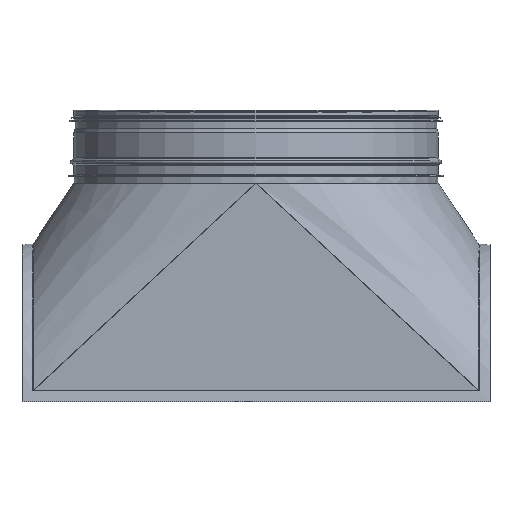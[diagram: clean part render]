
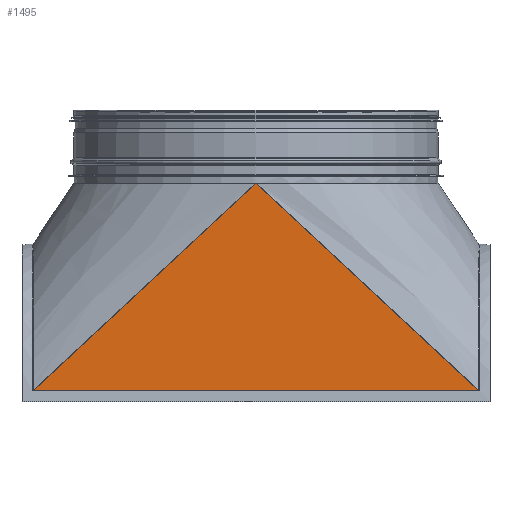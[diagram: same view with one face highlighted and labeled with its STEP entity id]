
A CAD part, front view. The second image highlights one B-rep face of the part: STEP entity #1495.
In plain terms, the highlighted planar face has unit normal (0, -1, -0.015).
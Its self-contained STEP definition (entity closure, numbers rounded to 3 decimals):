
#875=CARTESIAN_POINT('',(-304.5,-245.0,49.117));
#876=VERTEX_POINT('',#875);
#1053=CARTESIAN_POINT('',(304.5,-245.0,49.117));
#1054=VERTEX_POINT('',#1053);
#1218=CARTESIAN_POINT('',(-305.0,-245.0,49.117));
#1219=VERTEX_POINT('',#1218);
#1267=CARTESIAN_POINT('',(305.0,-245.0,49.117));
#1268=VERTEX_POINT('',#1267);
#1276=CARTESIAN_POINT('',(304.5,-245.0,49.117));
#1277=DIRECTION('',(1.0,0.0,0.0));
#1278=VECTOR('',#1277,0.5);
#1279=LINE('',#1276,#1278);
#1280=EDGE_CURVE('',#1054,#1268,#1279,.T.);
#1282=CARTESIAN_POINT('',(-304.5,-245.0,49.117));
#1283=DIRECTION('',(1.0,0.0,0.0));
#1284=VECTOR('',#1283,609.0);
#1285=LINE('',#1282,#1284);
#1286=EDGE_CURVE('',#876,#1054,#1285,.T.);
#1288=CARTESIAN_POINT('',(-305.,-245.0,49.117));
#1289=DIRECTION('',(1.0,0.0,0.0));
#1290=VECTOR('',#1289,0.5);
#1291=LINE('',#1288,#1290);
#1292=EDGE_CURVE('',#1219,#876,#1291,.T.);
#1471=CARTESIAN_POINT('',(0.,-246.263,131.072));
#1472=DIRECTION('',(0.,1.,0.015));
#1473=DIRECTION('',(0.,-0.015,1.));
#1474=AXIS2_PLACEMENT_3D('',#1471,#1472,#1473);
#1475=PLANE('',#1474);
#1476=ORIENTED_EDGE('',*,*,#1292,.T.);
#1477=ORIENTED_EDGE('',*,*,#1286,.T.);
#1478=ORIENTED_EDGE('',*,*,#1280,.T.);
#1479=CARTESIAN_POINT('',(0.0,-249.375,333.0));
#1480=VERTEX_POINT('',#1479);
#1481=CARTESIAN_POINT('',(0.0,-249.375,333.0));
#1482=DIRECTION('',(0.732,0.01,-0.681));
#1483=VECTOR('',#1482,416.694);
#1484=LINE('',#1481,#1483);
#1485=EDGE_CURVE('',#1480,#1268,#1484,.T.);
#1486=ORIENTED_EDGE('',*,*,#1485,.F.);
#1487=CARTESIAN_POINT('',(0.0,-249.375,333.0));
#1488=DIRECTION('',(-0.732,0.01,-0.681));
#1489=VECTOR('',#1488,416.694);
#1490=LINE('',#1487,#1489);
#1491=EDGE_CURVE('',#1480,#1219,#1490,.T.);
#1492=ORIENTED_EDGE('',*,*,#1491,.T.);
#1493=EDGE_LOOP('',(#1476,#1477,#1478,#1486,#1492));
#1494=FACE_OUTER_BOUND('',#1493,.T.);
#1495=ADVANCED_FACE('',(#1494),#1475,.F.);
